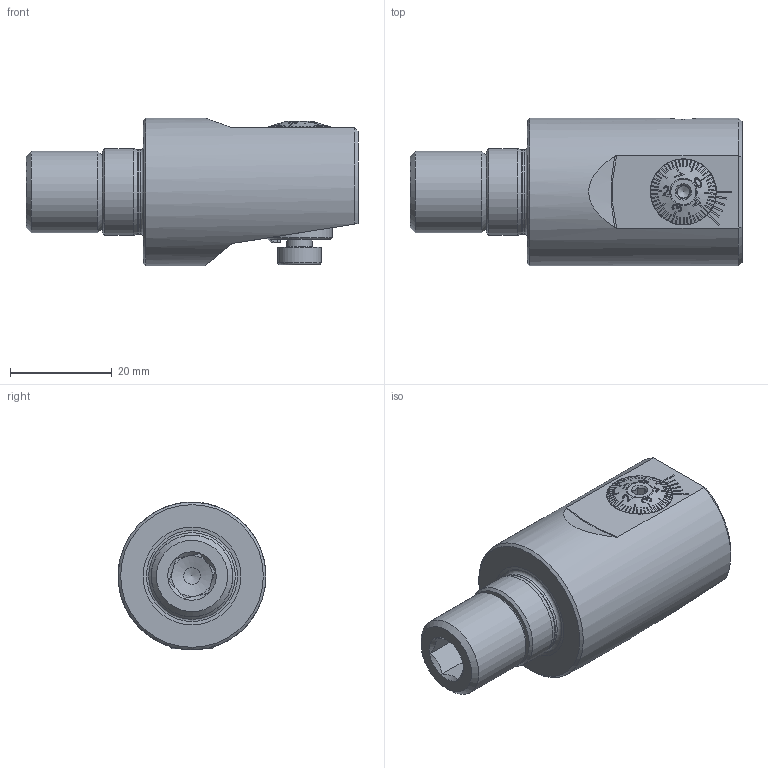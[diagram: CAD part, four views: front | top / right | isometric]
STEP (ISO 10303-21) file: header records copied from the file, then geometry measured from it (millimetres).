
FILE_DESCRIPTION (( 'STEP AP214' ), '1' );
FILE_NAME ('HP5.F25.AA4.045.STEP', '2021-05-07T06:13:27', ( '' ), ( '' ), 'SwSTEP 2.0', 'SolidWorks 2017', '' );
FILE_SCHEMA (( 'AUTOMOTIVE_DESIGN' ));
Length unit declared in the file: millimetre
Products named in the file (16): F25-BG2.008.009_A; F25-BG3.005.018_B; DIN 3771 - 11x1; HP5-ER2.012.030_A; F25-BG2.010.011_A; Klebstoff D5; HP5-F25.AA3.045_A_Aktuell 06.2014-180ø-M1x2 Abstand+0.7 versetzt 0.62 ; ISO 4026 - M5 x 6_PreviewCfg; T7 M2.5 x 6_PreviewCfg; DIN 7984 - M5 x 8; F25-BG2.013.004_A; F25-BG2.013.003_A; F25-BG1.009.006_A; F25-BG1.AA4.013_Standardt; HP5.F25.AA4.045; F25-BG1.DA3.013_A_Aktuell 06.2014-M1x2
Assembly tree (15 placements, depth 3):
  HP5.F25.AA4.045
    HP5-F25.AA3.045_A_Aktuell 06.2014-180ø-M1x2 Abstand+0.7 versetzt 0.62 
    F25-BG1.AA4.013_Standardt
      F25-BG1.DA3.013_A_Aktuell 06.2014-M1x2
      F25-BG2.010.011_A
      F25-BG2.013.003_A
      F25-BG2.013.004_A
      DIN 3771 - 11x1
      F25-BG2.008.009_A
      F25-BG1.009.006_A
    T7 M2.5 x 6_PreviewCfg
    ISO 4026 - M5 x 6_PreviewCfg
    Klebstoff D5
    F25-BG3.005.018_B
    DIN 7984 - M5 x 8
    HP5-ER2.012.030_A
Bounding box: 65.15 x 29 x 29 mm (x, y, z)
Volume: 27680.6 mm3; surface area: 13600.2 mm2
Topology: 14 solids, 14 shells, 550 faces, 1438 edges, 929 vertices
Faces by surface type: plane 319, cone 111, cylinder 64, bspline 35, torus 21
Full cylindrical faces by diameter (mm): 1.5 x3, 2.05 x1, 2.2 x1, 2.4 x1, 2.5 x5, 2.702 x1, 3 x1, 3.3 x2, 3.5 x1, 4.2 x2, 4.95 x2, 5 x8, 5.5 x1, 6.4 x1, 6.6 x1, 7 x2, 7.3 x1, 7.5 x1, 8.5 x1, 9 x2, 10 x2, 10.2 x1, 10.65 x1, 12 x1, 12.5 x1, 12.85 x1, 12.98 x1, 13 x3, 16 x1, 16.5 x1
Entity records: 22262 total; most frequent: CARTESIAN_POINT 6567, ORIENTED_EDGE 2556, DIRECTION 2157, EDGE_CURVE 1278, VERTEX_POINT 893, AXIS2_PLACEMENT_3D 833, EDGE_LOOP 719, FACE_OUTER_BOUND 620
